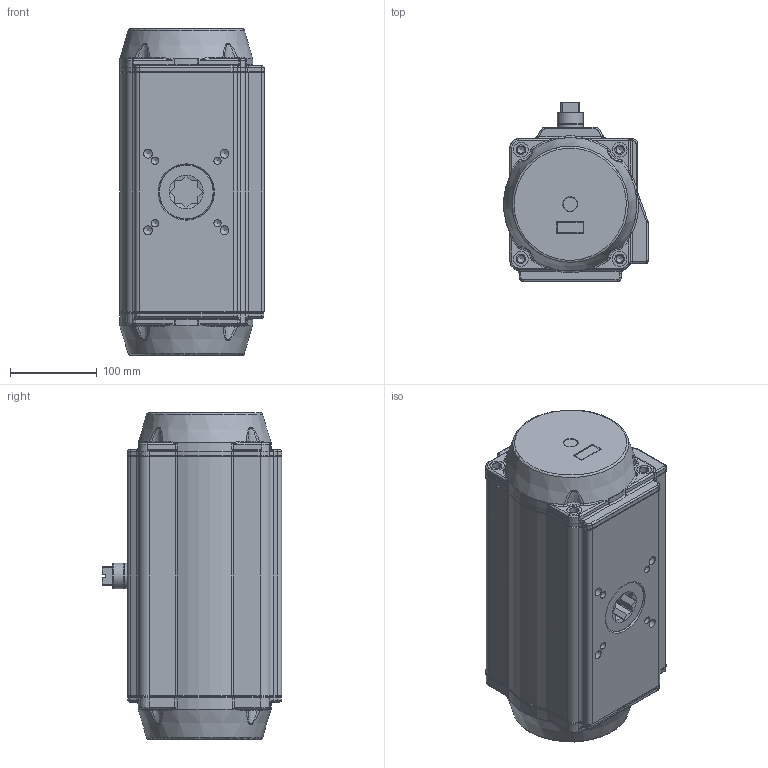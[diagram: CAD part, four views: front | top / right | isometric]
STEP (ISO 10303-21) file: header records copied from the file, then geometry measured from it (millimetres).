
FILE_DESCRIPTION(/* description */ ('Unknown'),/* implementation_level */ '2;1');
FILE_NAME(/* name */ 'PD09_PE08',/* time_stamp */ '2022-02-21T12:44:36+01:00',/* author */ ('Unknown'),/* organization */ ('Unknown'),/* preprocessor_version */ 'ST-DEVELOPER v16.7',/* originating_system */ 'Solid Edge',/* authorisation */ 'Unknown');
FILE_SCHEMA (('AUTOMOTIVE_DESIGN {1 0 10303 214 3 1 1}'));
Products named in the file (6): PD09_PE08; VTE140埴詰; vt140-2016-06-25; vt140左端盖（模具厂）_MIR; huosai140; VT140-03-C 陔粣
Assembly tree (6 placements, depth 2):
  PD09_PE08
    VTE140埴詰
    vt140-2016-06-25
    vt140左端盖（模具厂）_MIR
    huosai140  x2
    VT140-03-C 陔粣
Bounding box: 166.74 x 207.13 x 377 mm (x, y, z)
Volume: 4650497.1 mm3; surface area: 834038 mm2
Topology: 6 solids, 6 shells, 2210 faces, 5494 edges, 3406 vertices
Faces by surface type: plane 669, cylinder 590, bspline 476, torus 249, cone 219, sphere 7
Full cylindrical faces by diameter (mm): 4.134 x8, 5 x1, 8 x1, 8.376 x12, 10.106 x6, 11.445 x2, 17 x4, 17.5 x2, 24.9 x1, 26 x3, 26.4 x1, 28.1 x1, 30 x5, 41 x1, 43 x2, 57 x1, 59 x1, 63 x4, 127 x2, 130.3 x2, 135 x2, 139 x6, 140 x1
Entity records: 81479 total; most frequent: CARTESIAN_POINT 41005, ORIENTED_EDGE 8976, DIRECTION 7163, EDGE_CURVE 4488, VERTEX_POINT 2880, AXIS2_PLACEMENT_3D 2770, FACE_BOUND 2254, EDGE_LOOP 2232
